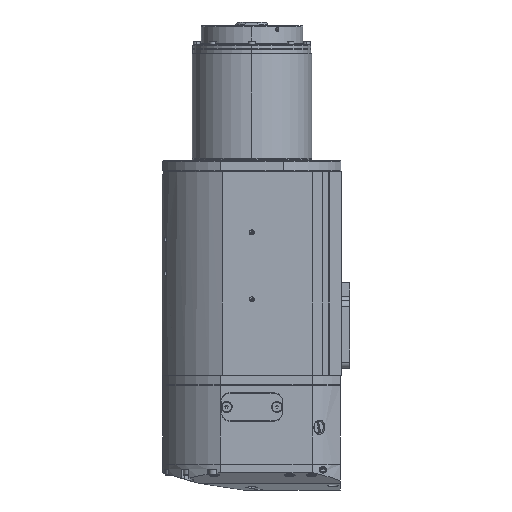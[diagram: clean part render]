
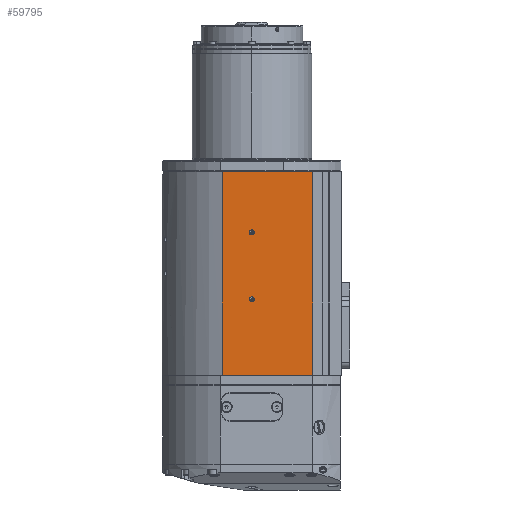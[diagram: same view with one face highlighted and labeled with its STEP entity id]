
A CAD part, left-side view. The second image highlights one B-rep face of the part: STEP entity #59795.
In plain terms, the highlighted planar face has unit normal (-1, 0, 0).
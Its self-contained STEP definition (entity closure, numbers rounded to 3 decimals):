
#149 = LINE ( 'NONE', #80450, #17012 ) ;
#1963 = CARTESIAN_POINT ( 'NONE',  ( -75., 0., 34.25 ) ) ;
#2159 = CARTESIAN_POINT ( 'NONE',  ( -75., 0., 34.25 ) ) ;
#2418 = VERTEX_POINT ( 'NONE', #89195 ) ;
#7615 = EDGE_CURVE ( 'NONE', #2418, #88467, #51261, .T. ) ;
#8187 = DIRECTION ( 'NONE',  ( 0., -1., 0. ) ) ;
#8488 = ORIENTED_EDGE ( 'NONE', *, *, #101002, .F. ) ;
#8897 = DIRECTION ( 'NONE',  ( -1., 0., 0. ) ) ;
#16503 = DIRECTION ( 'NONE',  ( 1., 0., 0. ) ) ;
#17012 = VECTOR ( 'NONE', #88761, 1000. ) ;
#17991 = EDGE_CURVE ( 'NONE', #63172, #104914, #100991, .T. ) ;
#18943 = ORIENTED_EDGE ( 'NONE', *, *, #17991, .F. ) ;
#21311 = DIRECTION ( 'NONE',  ( 0., 0., 1. ) ) ;
#22860 = VECTOR ( 'NONE', #8187, 1000. ) ;
#23612 = DIRECTION ( 'NONE',  ( 0., 1., 0. ) ) ;
#25465 = LINE ( 'NONE', #60809, #22860 ) ;
#25622 = DIRECTION ( 'NONE',  ( -1., 0., 0. ) ) ;
#27452 = AXIS2_PLACEMENT_3D ( 'NONE', #58628, #8897, #100446 ) ;
#28369 = FACE_BOUND ( 'NONE', #33895, .T. ) ;
#30744 = CARTESIAN_POINT ( 'NONE',  ( -75., 24.819, 86.75 ) ) ;
#32702 = CARTESIAN_POINT ( 'NONE',  ( -75., 0., 36.35 ) ) ;
#32868 = DIRECTION ( 'NONE',  ( 0., 1., 0. ) ) ;
#33895 = EDGE_LOOP ( 'NONE', ( #80410, #105216 ) ) ;
#41341 = EDGE_LOOP ( 'NONE', ( #53997, #18943 ) ) ;
#41540 = EDGE_CURVE ( 'NONE', #90760, #74423, #42068, .T. ) ;
#42068 = LINE ( 'NONE', #49706, #78408 ) ;
#43969 = EDGE_LOOP ( 'NONE', ( #54405, #8488, #89657, #86725 ) ) ;
#45150 = CIRCLE ( 'NONE', #54114, 2.1 ) ;
#48344 = CARTESIAN_POINT ( 'NONE',  ( -75., 0., -21.75 ) ) ;
#49706 = CARTESIAN_POINT ( 'NONE',  ( -75., 110., -85.25 ) ) ;
#51261 = CIRCLE ( 'NONE', #62068, 2.1 ) ;
#51287 = AXIS2_PLACEMENT_3D ( 'NONE', #98244, #16503, #32868 ) ;
#51332 = CARTESIAN_POINT ( 'NONE',  ( -75., 0., -19.65 ) ) ;
#53452 = CARTESIAN_POINT ( 'NONE',  ( -75., 24.819, 85.25 ) ) ;
#53997 = ORIENTED_EDGE ( 'NONE', *, *, #80606, .F. ) ;
#54114 = AXIS2_PLACEMENT_3D ( 'NONE', #1963, #25622, #74975 ) ;
#54166 = FACE_OUTER_BOUND ( 'NONE', #43969, .T. ) ;
#54255 = CARTESIAN_POINT ( 'NONE',  ( -75., 24.819, -85.25 ) ) ;
#54405 = ORIENTED_EDGE ( 'NONE', *, *, #95945, .T. ) ;
#58628 = CARTESIAN_POINT ( 'NONE',  ( -75., 0., -21.75 ) ) ;
#59795 = ADVANCED_FACE ( 'NONE', ( #80247, #54166, #28369 ), #65153, .F. ) ;
#59873 = DIRECTION ( 'NONE',  ( 0., 0., 1. ) ) ;
#60809 = CARTESIAN_POINT ( 'NONE',  ( -75., 110., 85.25 ) ) ;
#61624 = VECTOR ( 'NONE', #21311, 1000. ) ;
#62068 = AXIS2_PLACEMENT_3D ( 'NONE', #48344, #73368, #99873 ) ;
#62242 = CARTESIAN_POINT ( 'NONE',  ( -75., -51., 85.25 ) ) ;
#62737 = DIRECTION ( 'NONE',  ( -1., 0., 0. ) ) ;
#63172 = VERTEX_POINT ( 'NONE', #107023 ) ;
#65153 = PLANE ( 'NONE',  #51287 ) ;
#73368 = DIRECTION ( 'NONE',  ( -1., 0., 0. ) ) ;
#74423 = VERTEX_POINT ( 'NONE', #54255 ) ;
#74975 = DIRECTION ( 'NONE',  ( 0., 0., 1. ) ) ;
#76664 = EDGE_CURVE ( 'NONE', #88467, #2418, #82131, .T. ) ;
#76786 = AXIS2_PLACEMENT_3D ( 'NONE', #2159, #62737, #59873 ) ;
#78408 = VECTOR ( 'NONE', #23612, 1000. ) ;
#80247 = FACE_BOUND ( 'NONE', #41341, .T. ) ;
#80410 = ORIENTED_EDGE ( 'NONE', *, *, #76664, .F. ) ;
#80450 = CARTESIAN_POINT ( 'NONE',  ( -75., -51., 86.75 ) ) ;
#80606 = EDGE_CURVE ( 'NONE', #104914, #63172, #45150, .T. ) ;
#81901 = VERTEX_POINT ( 'NONE', #62242 ) ;
#82131 = CIRCLE ( 'NONE', #27452, 2.1 ) ;
#82368 = CARTESIAN_POINT ( 'NONE',  ( -75., -51., -85.25 ) ) ;
#85019 = LINE ( 'NONE', #30744, #61624 ) ;
#86725 = ORIENTED_EDGE ( 'NONE', *, *, #41540, .F. ) ;
#88467 = VERTEX_POINT ( 'NONE', #51332 ) ;
#88761 = DIRECTION ( 'NONE',  ( 0., 0., 1. ) ) ;
#89195 = CARTESIAN_POINT ( 'NONE',  ( -75., 0., -23.85 ) ) ;
#89657 = ORIENTED_EDGE ( 'NONE', *, *, #92930, .F. ) ;
#90760 = VERTEX_POINT ( 'NONE', #82368 ) ;
#92930 = EDGE_CURVE ( 'NONE', #74423, #93396, #85019, .T. ) ;
#93396 = VERTEX_POINT ( 'NONE', #53452 ) ;
#95945 = EDGE_CURVE ( 'NONE', #90760, #81901, #149, .T. ) ;
#98244 = CARTESIAN_POINT ( 'NONE',  ( -75., 24.819, 86.75 ) ) ;
#99873 = DIRECTION ( 'NONE',  ( 0., 0., 1. ) ) ;
#100446 = DIRECTION ( 'NONE',  ( 0., 0., 1. ) ) ;
#100991 = CIRCLE ( 'NONE', #76786, 2.1 ) ;
#101002 = EDGE_CURVE ( 'NONE', #93396, #81901, #25465, .T. ) ;
#104914 = VERTEX_POINT ( 'NONE', #32702 ) ;
#105216 = ORIENTED_EDGE ( 'NONE', *, *, #7615, .F. ) ;
#107023 = CARTESIAN_POINT ( 'NONE',  ( -75., 0., 32.15 ) ) ;
